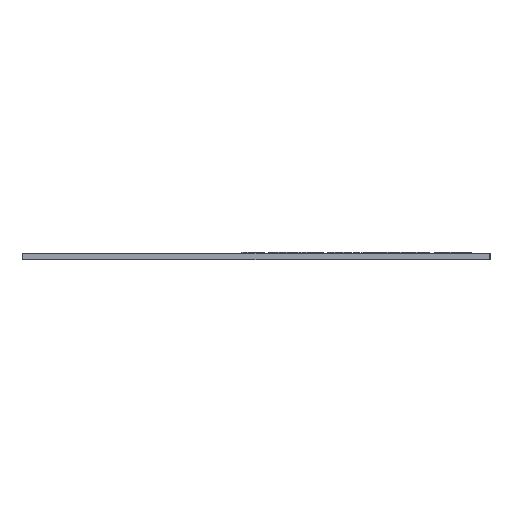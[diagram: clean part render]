
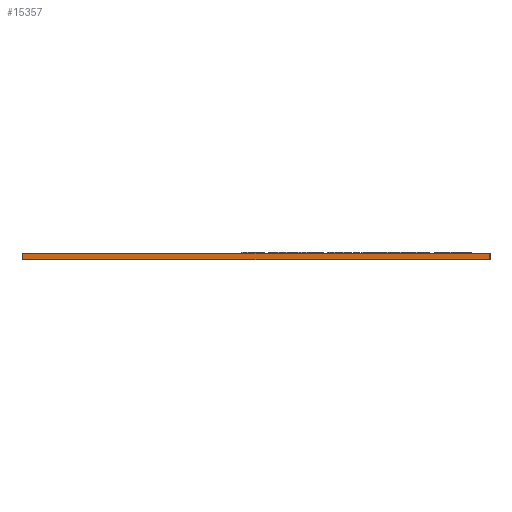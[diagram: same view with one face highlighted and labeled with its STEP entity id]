
A CAD part, front view. The second image highlights one B-rep face of the part: STEP entity #15357.
In plain terms, the highlighted planar face has unit normal (0, -1, 0).
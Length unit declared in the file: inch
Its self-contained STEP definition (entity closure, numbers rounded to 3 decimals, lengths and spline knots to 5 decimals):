
#611 = LINE ( 'NONE', #12666, #23217 ) ;
#1016 = CARTESIAN_POINT ( 'NONE',  ( -2.155, 0., 0.06 ) ) ;
#2165 = DIRECTION ( 'NONE',  ( 0., 0., -1. ) ) ;
#2618 = AXIS2_PLACEMENT_3D ( 'NONE', #6392, #3016, #17363 ) ;
#2711 = DIRECTION ( 'NONE',  ( 0., 0., 1. ) ) ;
#2985 = VECTOR ( 'NONE', #2165, 39.37008 ) ;
#3016 = DIRECTION ( 'NONE',  ( 0., 1., 0. ) ) ;
#6392 = CARTESIAN_POINT ( 'NONE',  ( -2.16, 0., 0.06 ) ) ;
#8117 = VERTEX_POINT ( 'NONE', #19581 ) ;
#8418 = EDGE_CURVE ( 'NONE', #22849, #13591, #18522, .T. ) ;
#8507 = LINE ( 'NONE', #10192, #11576 ) ;
#9254 = CARTESIAN_POINT ( 'NONE',  ( -2.155, 0., 0.06 ) ) ;
#9574 = CARTESIAN_POINT ( 'NONE',  ( -2.16, 0., 0.06 ) ) ;
#9739 = CARTESIAN_POINT ( 'NONE',  ( 2.155, 0., 0. ) ) ;
#10192 = CARTESIAN_POINT ( 'NONE',  ( 2.155, 0., 0.06 ) ) ;
#11576 = VECTOR ( 'NONE', #2711, 39.37008 ) ;
#11686 = VECTOR ( 'NONE', #22246, 39.37008 ) ;
#11940 = ORIENTED_EDGE ( 'NONE', *, *, #18974, .T. ) ;
#12666 = CARTESIAN_POINT ( 'NONE',  ( -2.16, 0., 0. ) ) ;
#13187 = EDGE_CURVE ( 'NONE', #22775, #13591, #8507, .T. ) ;
#13578 = PLANE ( 'NONE',  #2618 ) ;
#13591 = VERTEX_POINT ( 'NONE', #19163 ) ;
#13734 = ORIENTED_EDGE ( 'NONE', *, *, #8418, .F. ) ;
#14114 = ORIENTED_EDGE ( 'NONE', *, *, #13187, .T. ) ;
#15357 = ADVANCED_FACE ( 'NONE', ( #15397 ), #13578, .F. ) ;
#15397 = FACE_OUTER_BOUND ( 'NONE', #16086, .T. ) ;
#16086 = EDGE_LOOP ( 'NONE', ( #11940, #14114, #13734, #19429 ) ) ;
#17363 = DIRECTION ( 'NONE',  ( 0., 0., 1. ) ) ;
#17429 = EDGE_CURVE ( 'NONE', #22849, #8117, #17687, .T. ) ;
#17687 = LINE ( 'NONE', #9254, #2985 ) ;
#18522 = LINE ( 'NONE', #9574, #11686 ) ;
#18974 = EDGE_CURVE ( 'NONE', #8117, #22775, #611, .T. ) ;
#19163 = CARTESIAN_POINT ( 'NONE',  ( 2.155, 0., 0.06 ) ) ;
#19429 = ORIENTED_EDGE ( 'NONE', *, *, #17429, .T. ) ;
#19581 = CARTESIAN_POINT ( 'NONE',  ( -2.155, 0., 0. ) ) ;
#21677 = DIRECTION ( 'NONE',  ( 1., 0., 0. ) ) ;
#22246 = DIRECTION ( 'NONE',  ( 1., 0., 0. ) ) ;
#22775 = VERTEX_POINT ( 'NONE', #9739 ) ;
#22849 = VERTEX_POINT ( 'NONE', #1016 ) ;
#23217 = VECTOR ( 'NONE', #21677, 39.37008 ) ;
